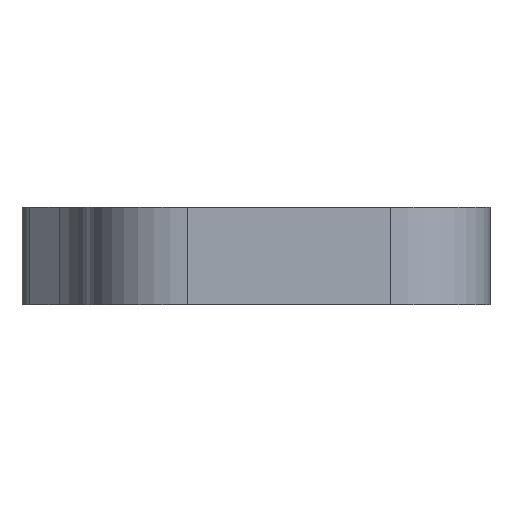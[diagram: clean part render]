
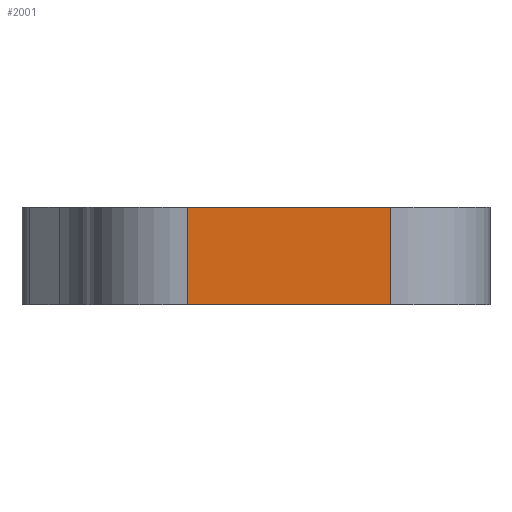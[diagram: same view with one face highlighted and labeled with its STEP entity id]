
A CAD part, front view. The second image highlights one B-rep face of the part: STEP entity #2001.
In plain terms, the highlighted planar face has unit normal (0, -1, 0).
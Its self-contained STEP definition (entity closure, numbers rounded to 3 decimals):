
#12 = DIRECTION ( 'NONE',  ( -1., 0., 0. ) ) ;
#290 = ORIENTED_EDGE ( 'NONE', *, *, #560, .T. ) ;
#442 = VECTOR ( 'NONE', #2368, 1000. ) ;
#512 = EDGE_CURVE ( 'NONE', #735, #2149, #701, .T. ) ;
#519 = VERTEX_POINT ( 'NONE', #2440 ) ;
#560 = EDGE_CURVE ( 'NONE', #519, #1707, #2017, .T. ) ;
#701 = LINE ( 'NONE', #2428, #2487 ) ;
#735 = VERTEX_POINT ( 'NONE', #775 ) ;
#775 = CARTESIAN_POINT ( 'NONE',  ( 12.7, -6.2, 3.05 ) ) ;
#820 = VECTOR ( 'NONE', #1176, 1000. ) ;
#955 = CARTESIAN_POINT ( 'NONE',  ( 12.7, -6.2, -3.05 ) ) ;
#960 = CARTESIAN_POINT ( 'NONE',  ( 0., -6.2, -3.05 ) ) ;
#1170 = ORIENTED_EDGE ( 'NONE', *, *, #1736, .F. ) ;
#1176 = DIRECTION ( 'NONE',  ( 1., 0., 0. ) ) ;
#1293 = DIRECTION ( 'NONE',  ( 0., 1., 0. ) ) ;
#1669 = CARTESIAN_POINT ( 'NONE',  ( 0., -6.2, 3.05 ) ) ;
#1707 = VERTEX_POINT ( 'NONE', #2097 ) ;
#1736 = EDGE_CURVE ( 'NONE', #519, #735, #2588, .T. ) ;
#1781 = ORIENTED_EDGE ( 'NONE', *, *, #512, .F. ) ;
#1864 = ORIENTED_EDGE ( 'NONE', *, *, #2430, .T. ) ;
#1935 = LINE ( 'NONE', #960, #820 ) ;
#1955 = CARTESIAN_POINT ( 'NONE',  ( 0., -6.2, 3.05 ) ) ;
#2001 = ADVANCED_FACE ( 'NONE', ( #2466 ), #2182, .F. ) ;
#2017 = LINE ( 'NONE', #2551, #2771 ) ;
#2097 = CARTESIAN_POINT ( 'NONE',  ( 0., -6.2, -3.05 ) ) ;
#2149 = VERTEX_POINT ( 'NONE', #955 ) ;
#2182 = PLANE ( 'NONE',  #2631 ) ;
#2293 = EDGE_LOOP ( 'NONE', ( #290, #1864, #1781, #1170 ) ) ;
#2368 = DIRECTION ( 'NONE',  ( 1., 0., 0. ) ) ;
#2377 = DIRECTION ( 'NONE',  ( 0., 0., -1. ) ) ;
#2428 = CARTESIAN_POINT ( 'NONE',  ( 12.7, -6.2, 3.05 ) ) ;
#2430 = EDGE_CURVE ( 'NONE', #1707, #2149, #1935, .T. ) ;
#2440 = CARTESIAN_POINT ( 'NONE',  ( 0., -6.2, 3.05 ) ) ;
#2466 = FACE_OUTER_BOUND ( 'NONE', #2293, .T. ) ;
#2487 = VECTOR ( 'NONE', #2377, 1000. ) ;
#2551 = CARTESIAN_POINT ( 'NONE',  ( 0., -6.2, 3.05 ) ) ;
#2555 = DIRECTION ( 'NONE',  ( 0., 0., -1. ) ) ;
#2588 = LINE ( 'NONE', #1669, #442 ) ;
#2631 = AXIS2_PLACEMENT_3D ( 'NONE', #1955, #1293, #12 ) ;
#2771 = VECTOR ( 'NONE', #2555, 1000. ) ;
